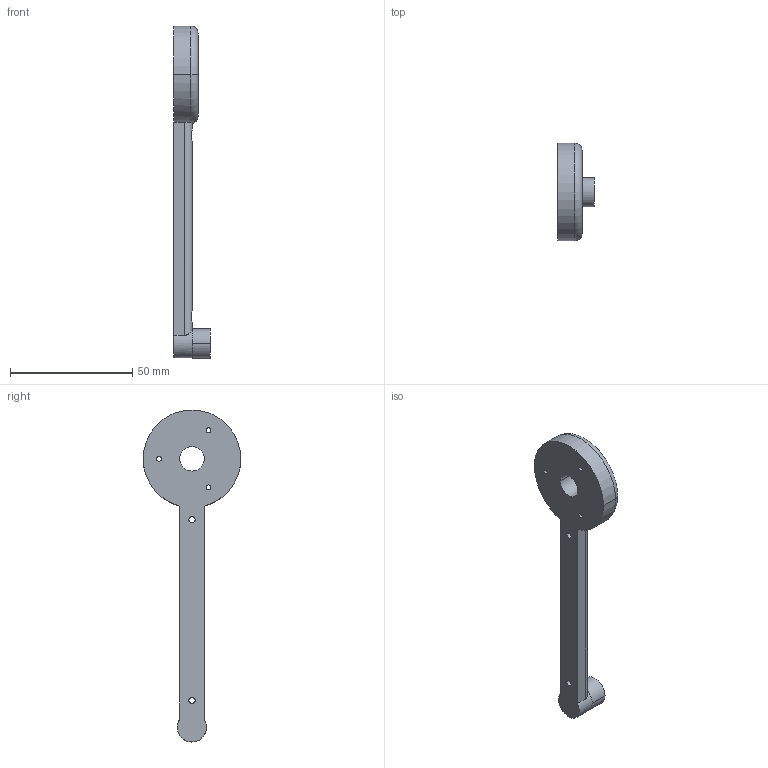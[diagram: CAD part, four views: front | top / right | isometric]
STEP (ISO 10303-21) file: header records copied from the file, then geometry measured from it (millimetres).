
FILE_DESCRIPTION(('CATIA V5 STEP Exchange'),'2;1');
FILE_NAME('biceps star side.stp','2023-01-26T17:54:33+00:00',('none'),('none'),'CATIA Version 5 Release 20 GA (IN-10)','CATIA V5 STEP AP203','none');
FILE_SCHEMA(('CONFIG_CONTROL_DESIGN'));
Length unit declared in the file: millimetre
Products named in the file (1): biceps star side
Bounding box: 15 x 40 x 136 mm (x, y, z)
Volume: 17585 mm3; surface area: 7884.6 mm2
Topology: 1 solids, 1 shells, 66 faces, 184 edges, 122 vertices
Faces by surface type: plane 36, cylinder 28, torus 2
Entity records: 2119 total; most frequent: CARTESIAN_POINT 432, ORIENTED_EDGE 368, DIRECTION 277, EDGE_CURVE 184, VERTEX_POINT 122, AXIS2_PLACEMENT_3D 114, VECTOR 110, LINE 110
